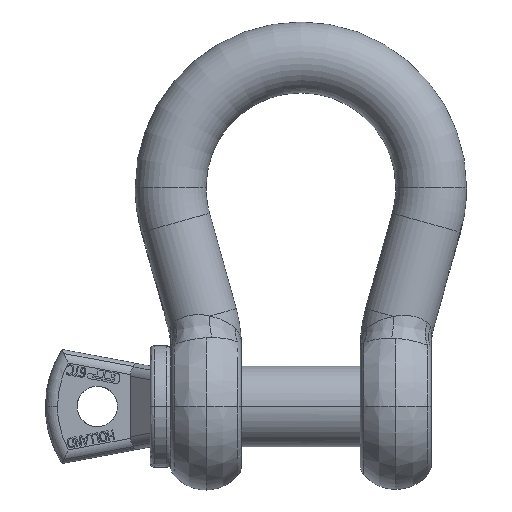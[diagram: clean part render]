
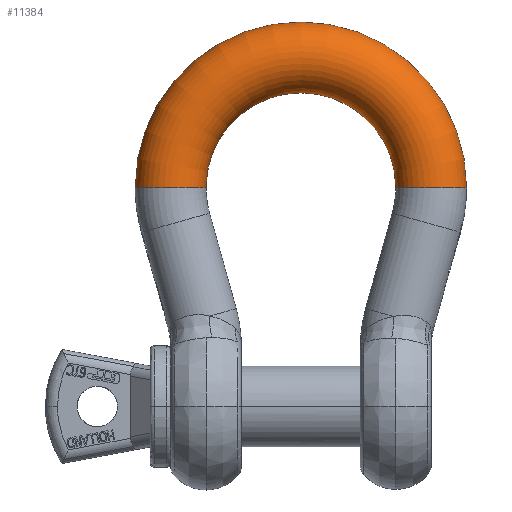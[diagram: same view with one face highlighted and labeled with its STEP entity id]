
A CAD part, top view. The second image highlights one B-rep face of the part: STEP entity #11384.
In plain terms, the highlighted toroidal (fillet/blend) face has major radius 51.5 mm and minor radius 14 mm.
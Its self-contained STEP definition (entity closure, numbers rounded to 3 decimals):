
#9785=AXIS2_PLACEMENT_3D('Circle Axis2P3D',#9783,#9784,$) ;
#10964=AXIS2_PLACEMENT_3D('Circle Axis2P3D',#10962,#10963,$) ;
#10971=AXIS2_PLACEMENT_3D('Circle Axis2P3D',#10969,#10970,$) ;
#11371=AXIS2_PLACEMENT_3D('Torus Axis2P3D',#11368,#11369,#11370) ;
#11375=AXIS2_PLACEMENT_3D('Circle Axis2P3D',#11373,#11374,$) ;
#7103=CARTESIAN_POINT('Vertex',(37.5,86.5,0.)) ;
#7110=CARTESIAN_POINT('Vertex',(65.5,86.5,0.)) ;
#9783=CARTESIAN_POINT('Axis2P3D Location',(51.5,86.5,0.)) ;
#10962=CARTESIAN_POINT('Axis2P3D Location',(0.,86.5,0.)) ;
#10966=CARTESIAN_POINT('Vertex',(-65.5,86.5,0.)) ;
#10969=CARTESIAN_POINT('Axis2P3D Location',(0.,86.5,0.)) ;
#10973=CARTESIAN_POINT('Vertex',(-37.5,86.5,0.)) ;
#11368=CARTESIAN_POINT('Axis2P3D Location',(0.,86.5,0.)) ;
#11373=CARTESIAN_POINT('Axis2P3D Location',(-51.5,86.5,0.)) ;
#9784=DIRECTION('Axis2P3D Direction',(0.,1.,0.)) ;
#10963=DIRECTION('Axis2P3D Direction',(0.,0.,-1.)) ;
#10970=DIRECTION('Axis2P3D Direction',(0.,0.,-1.)) ;
#11369=DIRECTION('Axis2P3D Direction',(0.,0.,-1.)) ;
#11370=DIRECTION('Axis2P3D XDirection',(-1.,0.,0.)) ;
#11374=DIRECTION('Axis2P3D Direction',(0.,-1.,0.)) ;
#11379=ORIENTED_EDGE('',*,*,#10975,.F.) ;
#11380=ORIENTED_EDGE('',*,*,#9787,.T.) ;
#11381=ORIENTED_EDGE('',*,*,#10968,.F.) ;
#11382=ORIENTED_EDGE('',*,*,#11377,.T.) ;
#11384=ADVANCED_FACE('',(#11383),#11372,.T.) ;
#9786=CIRCLE('generated circle',#9785,14.) ;
#10965=CIRCLE('generated circle',#10964,65.5) ;
#10972=CIRCLE('generated circle',#10971,37.5) ;
#11376=CIRCLE('generated circle',#11375,14.) ;
#11372=TOROIDAL_SURFACE('homeo Torus',#11371,51.5,14.) ;
#9787=EDGE_CURVE('',#7104,#7111,#9786,.T.) ;
#10968=EDGE_CURVE('',#10967,#7111,#10965,.T.) ;
#10975=EDGE_CURVE('',#7104,#10974,#10972,.F.) ;
#11377=EDGE_CURVE('',#10967,#10974,#11376,.F.) ;
#11378=EDGE_LOOP('',(#11379,#11380,#11381,#11382)) ;
#11383=FACE_OUTER_BOUND('',#11378,.T.) ;
#7104=VERTEX_POINT('',#7103) ;
#7111=VERTEX_POINT('',#7110) ;
#10967=VERTEX_POINT('',#10966) ;
#10974=VERTEX_POINT('',#10973) ;
